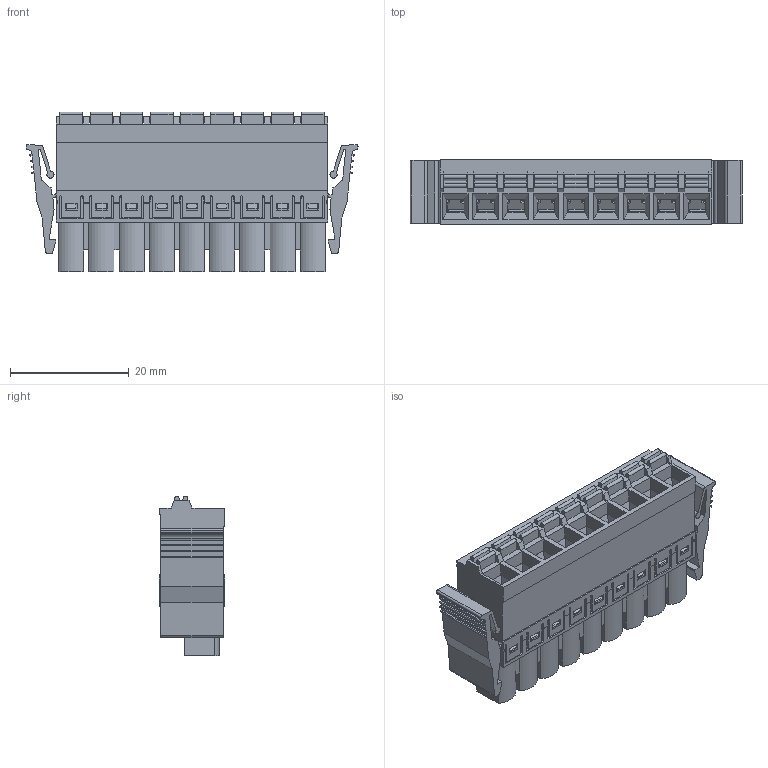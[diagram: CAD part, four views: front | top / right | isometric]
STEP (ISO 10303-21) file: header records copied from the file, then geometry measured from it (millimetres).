
FILE_DESCRIPTION(/* description */ ('Unknown'),/* implementation_level */ '2;1');
FILE_NAME(/* name */ '691304530009',/* time_stamp */ '2021-06-02T17:36:07+02:00',/* author */ ('Unknown'),/* organization */ ('Unknown'),/* preprocessor_version */ 'ST-DEVELOPER v16.7',/* originating_system */ 'Solid Edge',/* authorisation */ 'Unknown');
FILE_SCHEMA (('AUTOMOTIVE_DESIGN {1 0 10303 214 3 1 1}'));
Length unit declared in the file: millimetre
Products named in the file (6): 6913045300xx; 691304530009; 691304530009_Bas; 6913045300xx_Levier; 6913045300xx_Lamelle; 6913045300xx_Pin
Assembly tree (29 placements, depth 2):
  6913045300xx
    691304530009
    691304530009_Bas
    6913045300xx_Levier  x9
    6913045300xx_Lamelle  x9
    6913045300xx_Pin  x9
Bounding box: 55.88 x 11 x 26.91 mm (x, y, z)
Volume: 6309.4 mm3; surface area: 19125.3 mm2
Topology: 29 solids, 29 shells, 3551 faces, 9906 edges, 6438 vertices
Faces by surface type: plane 2660, cylinder 855, bspline 27, cone 9
Full cylindrical faces by diameter (mm): 1.5 x9, 3 x9
Entity records: 59481 total; most frequent: CARTESIAN_POINT 10658, ORIENTED_EDGE 10426, DIRECTION 9451, EDGE_CURVE 5213, LINE 4743, VECTOR 4743, VERTEX_POINT 3404, AXIS2_PLACEMENT_3D 2354
